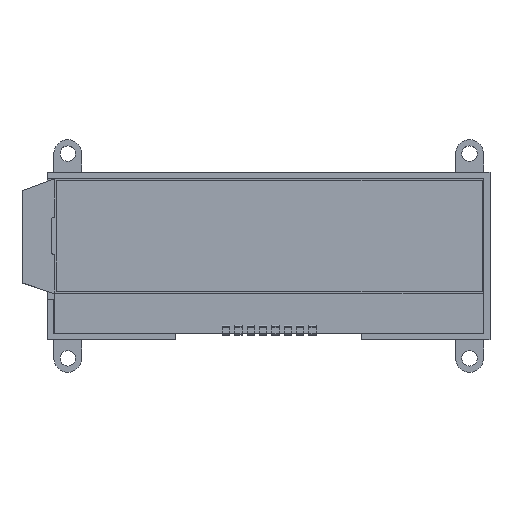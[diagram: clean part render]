
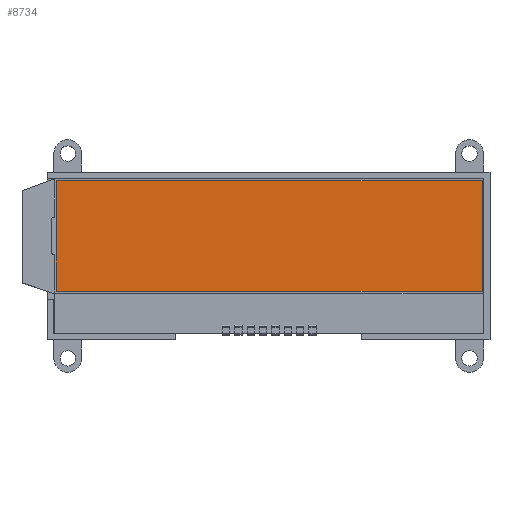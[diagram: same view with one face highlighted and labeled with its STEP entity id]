
A CAD part, top view. The second image highlights one B-rep face of the part: STEP entity #8734.
In plain terms, the highlighted planar face has unit normal (0, 0, 1).
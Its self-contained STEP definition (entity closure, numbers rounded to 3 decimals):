
#197 = VERTEX_POINT ( 'NONE', #4749 ) ;
#237 = EDGE_CURVE ( 'NONE', #5940, #7364, #4316, .T. ) ;
#281 = CARTESIAN_POINT ( 'NONE',  ( 1.45, 7.85, 6.7 ) ) ;
#746 = FACE_OUTER_BOUND ( 'NONE', #3531, .T. ) ;
#797 = CARTESIAN_POINT ( 'NONE',  ( 1.45, 25.75, 6.7 ) ) ;
#948 = CARTESIAN_POINT ( 'NONE',  ( 1.45, 25.75, 6.7 ) ) ;
#1183 = VECTOR ( 'NONE', #7146, 1000. ) ;
#1693 = CARTESIAN_POINT ( 'NONE',  ( 70.35, 25.75, 6.7 ) ) ;
#1741 = DIRECTION ( 'NONE',  ( 1., 0., 0. ) ) ;
#1774 = CARTESIAN_POINT ( 'NONE',  ( 1.45, 7.85, 6.7 ) ) ;
#2112 = ORIENTED_EDGE ( 'NONE', *, *, #7143, .F. ) ;
#2177 = DIRECTION ( 'NONE',  ( 0., 0., 1. ) ) ;
#2957 = ORIENTED_EDGE ( 'NONE', *, *, #5927, .F. ) ;
#3274 = DIRECTION ( 'NONE',  ( 1., 0., 0. ) ) ;
#3330 = CARTESIAN_POINT ( 'NONE',  ( 70.65, 26.05, 6.7 ) ) ;
#3531 = EDGE_LOOP ( 'NONE', ( #7608, #2112, #8615, #2957 ) ) ;
#3536 = CARTESIAN_POINT ( 'NONE',  ( 70.35, 7.85, 6.7 ) ) ;
#3595 = AXIS2_PLACEMENT_3D ( 'NONE', #3330, #2177, #1741 ) ;
#4316 = LINE ( 'NONE', #948, #1183 ) ;
#4340 = LINE ( 'NONE', #3536, #6387 ) ;
#4749 = CARTESIAN_POINT ( 'NONE',  ( 70.35, 7.85, 6.7 ) ) ;
#5580 = LINE ( 'NONE', #281, #7704 ) ;
#5927 = EDGE_CURVE ( 'NONE', #197, #5940, #5580, .T. ) ;
#5940 = VERTEX_POINT ( 'NONE', #1774 ) ;
#6387 = VECTOR ( 'NONE', #7431, 1000. ) ;
#6399 = VECTOR ( 'NONE', #3274, 1000. ) ;
#6417 = DIRECTION ( 'NONE',  ( -1., 0., 0. ) ) ;
#6889 = PLANE ( 'NONE',  #3595 ) ;
#7143 = EDGE_CURVE ( 'NONE', #7364, #9986, #8356, .T. ) ;
#7146 = DIRECTION ( 'NONE',  ( 0., 1., 0. ) ) ;
#7364 = VERTEX_POINT ( 'NONE', #797 ) ;
#7431 = DIRECTION ( 'NONE',  ( 0., -1., 0. ) ) ;
#7608 = ORIENTED_EDGE ( 'NONE', *, *, #8406, .F. ) ;
#7638 = CARTESIAN_POINT ( 'NONE',  ( 70.35, 25.75, 6.7 ) ) ;
#7704 = VECTOR ( 'NONE', #6417, 1000. ) ;
#8356 = LINE ( 'NONE', #1693, #6399 ) ;
#8406 = EDGE_CURVE ( 'NONE', #9986, #197, #4340, .T. ) ;
#8615 = ORIENTED_EDGE ( 'NONE', *, *, #237, .F. ) ;
#8734 = ADVANCED_FACE ( 'NONE', ( #746 ), #6889, .T. ) ;
#9986 = VERTEX_POINT ( 'NONE', #7638 ) ;
